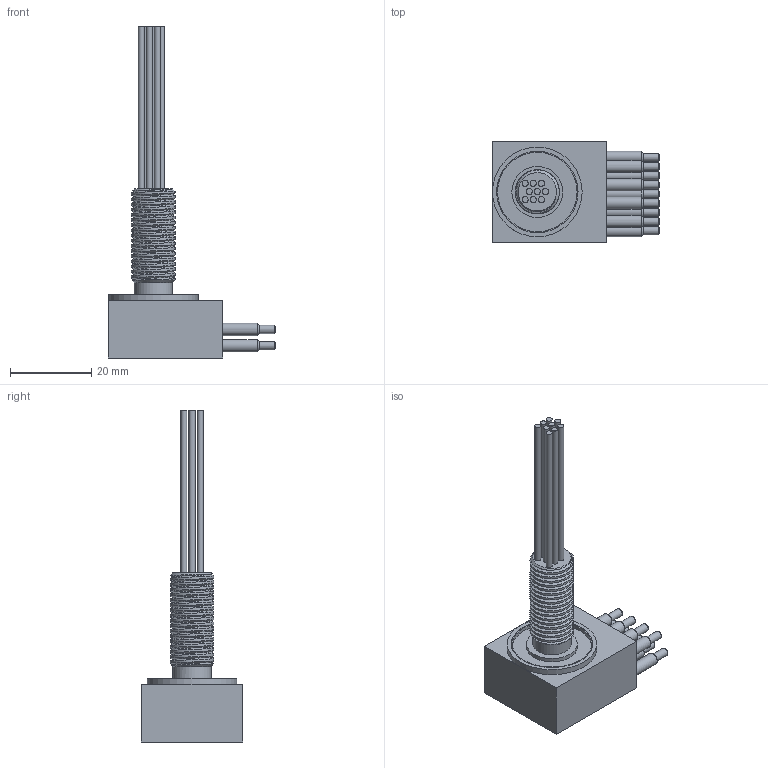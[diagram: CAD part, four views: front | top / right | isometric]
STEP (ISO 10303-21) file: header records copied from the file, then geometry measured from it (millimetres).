
FILE_DESCRIPTION(/* description */ (''),/* implementation_level */ '2;1');
FILE_NAME(/* name */ 'MCLPBH9M.stp',/* time_stamp */ '2014-11-27T08:42:19+01:00',/* author */ ('sh'),/* organization */ (''),/* preprocessor_version */ 'ST-DEVELOPER v15.2',/* originating_system */ 'Autodesk Inventor 2014',/* authorisation */ '');
FILE_SCHEMA (('AUTOMOTIVE_DESIGN { 1 0 10303 214 3 1 1 }'));
Length unit declared in the file: millimetre
Products named in the file (1): MCLPBH9M
Bounding box: 41 x 25 x 81.5 mm (x, y, z)
Volume: 13674.3 mm3; surface area: 7001.1 mm2
Topology: 1 solids, 1 shells, 257 faces, 629 edges, 410 vertices
Faces by surface type: bspline 103, plane 101, cylinder 33, cone 20
Full cylindrical faces by diameter (mm): 1.5 x9, 2 x9, 3 x9, 9.4 x1, 12.5 x1, 19.5 x1, 20 x1, 22 x1
Entity records: 11161 total; most frequent: CARTESIAN_POINT 5877, ORIENTED_EDGE 1146, DIRECTION 750, EDGE_CURVE 573, VERTEX_POINT 406, EDGE_LOOP 345, LINE 288, VECTOR 288
